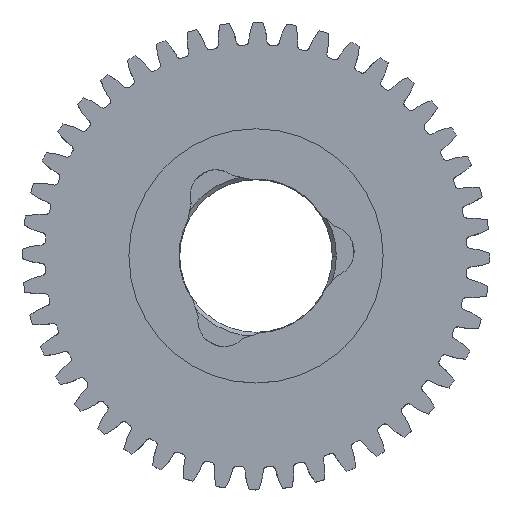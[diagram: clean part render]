
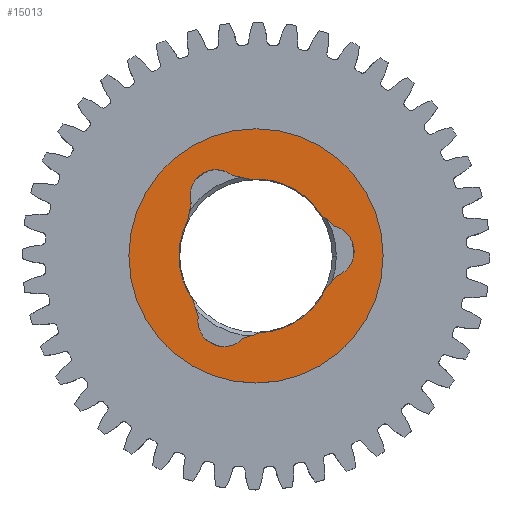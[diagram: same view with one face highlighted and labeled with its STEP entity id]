
A CAD part, top view. The second image highlights one B-rep face of the part: STEP entity #15013.
In plain terms, the highlighted planar face has unit normal (0, 0, 1).
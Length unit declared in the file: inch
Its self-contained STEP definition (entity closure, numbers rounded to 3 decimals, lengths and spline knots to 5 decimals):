
#75 = CARTESIAN_POINT ( 'NONE',  ( -0.31948, 0.26042, 0.38 ) ) ;
#101 = EDGE_CURVE ( 'NONE', #7553, #11724, #10138, .T. ) ;
#350 = VERTEX_POINT ( 'NONE', #4845 ) ;
#510 = DIRECTION ( 'NONE',  ( 0., 0., -1. ) ) ;
#559 = EDGE_CURVE ( 'NONE', #8581, #6808, #11060, .T. ) ;
#770 = CIRCLE ( 'NONE', #13769, 0.128 ) ;
#1288 = VERTEX_POINT ( 'NONE', #15423 ) ;
#1341 = AXIS2_PLACEMENT_3D ( 'NONE', #2006, #11940, #3438 ) ;
#1447 = AXIS2_PLACEMENT_3D ( 'NONE', #8994, #510, #10424 ) ;
#1494 = ORIENTED_EDGE ( 'NONE', *, *, #559, .T. ) ;
#1515 = ORIENTED_EDGE ( 'NONE', *, *, #5879, .T. ) ;
#1640 = CARTESIAN_POINT ( 'NONE',  ( 0., 0., 0.38 ) ) ;
#1649 = VECTOR ( 'NONE', #15880, 39.37008 ) ;
#1683 = CARTESIAN_POINT ( 'NONE',  ( -0.15787, -0.31797, 0.38 ) ) ;
#2006 = CARTESIAN_POINT ( 'NONE',  ( 0., 0., 0.38 ) ) ;
#2111 = LINE ( 'NONE', #7374, #1649 ) ;
#2182 = DIRECTION ( 'NONE',  ( 0.978, -0.208, 0. ) ) ;
#2292 = CARTESIAN_POINT ( 'NONE',  ( -0.06579, -0.40689, 0.38 ) ) ;
#2632 = CARTESIAN_POINT ( 'NONE',  ( 0.31915, 0.20349, 0.38 ) ) ;
#2686 = LINE ( 'NONE', #10733, #10214 ) ;
#2777 = CARTESIAN_POINT ( 'NONE',  ( -0.31129, -0.21531, 0.38 ) ) ;
#2783 = LINE ( 'NONE', #4327, #13211 ) ;
#2952 = CARTESIAN_POINT ( 'NONE',  ( 0., 0., 0.38 ) ) ;
#3070 = DIRECTION ( 'NONE',  ( -1., 0., 0. ) ) ;
#3114 = DIRECTION ( 'NONE',  ( 1., 0., 0. ) ) ;
#3127 = ORIENTED_EDGE ( 'NONE', *, *, #17131, .F. ) ;
#3330 = EDGE_CURVE ( 'NONE', #9448, #1288, #12760, .T. ) ;
#3438 = DIRECTION ( 'NONE',  ( -1., 0., 0. ) ) ;
#3904 = AXIS2_PLACEMENT_3D ( 'NONE', #5934, #15833, #7328 ) ;
#3919 = ORIENTED_EDGE ( 'NONE', *, *, #3330, .T. ) ;
#4145 = DIRECTION ( 'NONE',  ( 0., 0., -1. ) ) ;
#4155 = CARTESIAN_POINT ( 'NONE',  ( -0.28436, -0.29837, 0.38 ) ) ;
#4174 = DIRECTION ( 'NONE',  ( 1., 0., 0. ) ) ;
#4327 = CARTESIAN_POINT ( 'NONE',  ( 0.01666, -0.37813, 0.38 ) ) ;
#4384 = DIRECTION ( 'NONE',  ( -1., 0., 0. ) ) ;
#4425 = DIRECTION ( 'NONE',  ( 0., 0., -1. ) ) ;
#4577 = EDGE_CURVE ( 'NONE', #4822, #9448, #2111, .T. ) ;
#4582 = AXIS2_PLACEMENT_3D ( 'NONE', #8360, #18259, #9785 ) ;
#4633 = VERTEX_POINT ( 'NONE', #9234 ) ;
#4760 = ORIENTED_EDGE ( 'NONE', *, *, #9192, .T. ) ;
#4822 = VERTEX_POINT ( 'NONE', #2632 ) ;
#4845 = CARTESIAN_POINT ( 'NONE',  ( -0.28436, -0.29837, 0.38 ) ) ;
#4858 = CARTESIAN_POINT ( 'NONE',  ( 0.34211, -0.16193, 0.38 ) ) ;
#4953 = EDGE_CURVE ( 'NONE', #11015, #350, #770, .T. ) ;
#5210 = ORIENTED_EDGE ( 'NONE', *, *, #4953, .T. ) ;
#5265 = CIRCLE ( 'NONE', #7902, 0.3785 ) ;
#5652 = ORIENTED_EDGE ( 'NONE', *, *, #7356, .T. ) ;
#5879 = EDGE_CURVE ( 'NONE', #350, #5912, #13189, .T. ) ;
#5912 = VERTEX_POINT ( 'NONE', #2777 ) ;
#5934 = CARTESIAN_POINT ( 'NONE',  ( 0.3543, 0.02227, 0.38 ) ) ;
#6223 = AXIS2_PLACEMENT_3D ( 'NONE', #11237, #12659, #4174 ) ;
#6564 = CARTESIAN_POINT ( 'NONE',  ( 0.40058, -0.09707, 0.38 ) ) ;
#6682 = VERTEX_POINT ( 'NONE', #15748 ) ;
#6789 = ORIENTED_EDGE ( 'NONE', *, *, #13512, .T. ) ;
#6808 = VERTEX_POINT ( 'NONE', #4858 ) ;
#6809 = AXIS2_PLACEMENT_3D ( 'NONE', #15669, #7160, #17068 ) ;
#7095 = ORIENTED_EDGE ( 'NONE', *, *, #7217, .T. ) ;
#7160 = DIRECTION ( 'NONE',  ( 0., 0., -1. ) ) ;
#7179 = EDGE_CURVE ( 'NONE', #9228, #11015, #2783, .T. ) ;
#7217 = EDGE_CURVE ( 'NONE', #5912, #13052, #9865, .T. ) ;
#7328 = DIRECTION ( 'NONE',  ( 1., 0., 0. ) ) ;
#7356 = EDGE_CURVE ( 'NONE', #13052, #7553, #5265, .T. ) ;
#7374 = CARTESIAN_POINT ( 'NONE',  ( 0.31915, 0.20349, 0.38 ) ) ;
#7553 = VERTEX_POINT ( 'NONE', #13732 ) ;
#7902 = AXIS2_PLACEMENT_3D ( 'NONE', #1640, #11580, #3070 ) ;
#7987 = CARTESIAN_POINT ( 'NONE',  ( -0.3785, 0., 0.38 ) ) ;
#8360 = CARTESIAN_POINT ( 'NONE',  ( -0.19644, 0.2957, 0.38 ) ) ;
#8406 = DIRECTION ( 'NONE',  ( -0.308, 0.951, 0. ) ) ;
#8409 = VERTEX_POINT ( 'NONE', #15008 ) ;
#8463 = AXIS2_PLACEMENT_3D ( 'NONE', #2952, #12876, #4384 ) ;
#8575 = ORIENTED_EDGE ( 'NONE', *, *, #9765, .T. ) ;
#8581 = VERTEX_POINT ( 'NONE', #6564 ) ;
#8994 = CARTESIAN_POINT ( 'NONE',  ( 0., 0., 0.38 ) ) ;
#9094 = CIRCLE ( 'NONE', #1341, 0.3785 ) ;
#9164 = CARTESIAN_POINT ( 'NONE',  ( -0.3358, 0.17464, 0.38 ) ) ;
#9192 = EDGE_CURVE ( 'NONE', #11724, #8409, #11207, .T. ) ;
#9228 = VERTEX_POINT ( 'NONE', #11233 ) ;
#9234 = CARTESIAN_POINT ( 'NONE',  ( -0.03082, 0.37724, 0.38 ) ) ;
#9317 = FACE_BOUND ( 'NONE', #14069, .T. ) ;
#9409 = VECTOR ( 'NONE', #8406, 39.37008 ) ;
#9448 = VERTEX_POINT ( 'NONE', #17975 ) ;
#9752 = FACE_OUTER_BOUND ( 'NONE', #15472, .T. ) ;
#9765 = EDGE_CURVE ( 'NONE', #6808, #9228, #9847, .T. ) ;
#9785 = DIRECTION ( 'NONE',  ( 1., 0., 0. ) ) ;
#9847 = CIRCLE ( 'NONE', #14672, 0.3785 ) ;
#9865 = CIRCLE ( 'NONE', #8463, 0.3785 ) ;
#9914 = ORIENTED_EDGE ( 'NONE', *, *, #7179, .T. ) ;
#10138 = LINE ( 'NONE', #9164, #14380 ) ;
#10214 = VECTOR ( 'NONE', #2182, 39.37008 ) ;
#10329 = ORIENTED_EDGE ( 'NONE', *, *, #4577, .T. ) ;
#10424 = DIRECTION ( 'NONE',  ( -1., 0., 0. ) ) ;
#10733 = CARTESIAN_POINT ( 'NONE',  ( -0.11622, 0.39545, 0.38 ) ) ;
#10784 = ORIENTED_EDGE ( 'NONE', *, *, #14006, .F. ) ;
#10811 = PLANE ( 'NONE',  #6223 ) ;
#10812 = ORIENTED_EDGE ( 'NONE', *, *, #12141, .T. ) ;
#11015 = VERTEX_POINT ( 'NONE', #2292 ) ;
#11060 = LINE ( 'NONE', #14846, #13261 ) ;
#11207 = CIRCLE ( 'NONE', #4582, 0.128 ) ;
#11233 = CARTESIAN_POINT ( 'NONE',  ( 0.01666, -0.37813, 0.38 ) ) ;
#11237 = CARTESIAN_POINT ( 'NONE',  ( 0., 0., 0.38 ) ) ;
#11580 = DIRECTION ( 'NONE',  ( 0., 0., -1. ) ) ;
#11617 = DIRECTION ( 'NONE',  ( 0., 0., -1. ) ) ;
#11724 = VERTEX_POINT ( 'NONE', #75 ) ;
#11940 = DIRECTION ( 'NONE',  ( 0., 0., -1. ) ) ;
#12067 = CARTESIAN_POINT ( 'NONE',  ( 0.625, 0., 0.38 ) ) ;
#12141 = EDGE_CURVE ( 'NONE', #8409, #4633, #2686, .T. ) ;
#12358 = ORIENTED_EDGE ( 'NONE', *, *, #101, .T. ) ;
#12631 = CARTESIAN_POINT ( 'NONE',  ( 0., 0., 0.38 ) ) ;
#12659 = DIRECTION ( 'NONE',  ( 0., 0., 1. ) ) ;
#12760 = CIRCLE ( 'NONE', #3904, 0.128 ) ;
#12815 = DIRECTION ( 'NONE',  ( -0.944, -0.329, 0. ) ) ;
#12876 = DIRECTION ( 'NONE',  ( 0., 0., -1. ) ) ;
#12914 = CARTESIAN_POINT ( 'NONE',  ( 0., 0., 0.38 ) ) ;
#13052 = VERTEX_POINT ( 'NONE', #7987 ) ;
#13189 = LINE ( 'NONE', #4155, #9409 ) ;
#13211 = VECTOR ( 'NONE', #12815, 39.37008 ) ;
#13261 = VECTOR ( 'NONE', #14913, 39.37008 ) ;
#13512 = EDGE_CURVE ( 'NONE', #1288, #8581, #14220, .T. ) ;
#13732 = CARTESIAN_POINT ( 'NONE',  ( -0.3358, 0.17464, 0.38 ) ) ;
#13769 = AXIS2_PLACEMENT_3D ( 'NONE', #1683, #11617, #3114 ) ;
#13973 = CIRCLE ( 'NONE', #14712, 0.625 ) ;
#14006 = EDGE_CURVE ( 'NONE', #14346, #6682, #16646, .T. ) ;
#14060 = DIRECTION ( 'NONE',  ( -1., 0., 0. ) ) ;
#14069 = EDGE_LOOP ( 'NONE', ( #12358, #4760, #10812, #15076, #10329, #3919, #6789, #1494, #8575, #9914, #5210, #1515, #7095, #5652 ) ) ;
#14095 = EDGE_CURVE ( 'NONE', #4633, #4822, #9094, .T. ) ;
#14220 = CIRCLE ( 'NONE', #6809, 0.128 ) ;
#14342 = DIRECTION ( 'NONE',  ( -1., 0., 0. ) ) ;
#14346 = VERTEX_POINT ( 'NONE', #12067 ) ;
#14380 = VECTOR ( 'NONE', #15899, 39.37008 ) ;
#14672 = AXIS2_PLACEMENT_3D ( 'NONE', #12914, #4425, #14342 ) ;
#14712 = AXIS2_PLACEMENT_3D ( 'NONE', #12631, #4145, #14060 ) ;
#14846 = CARTESIAN_POINT ( 'NONE',  ( 0.40058, -0.09707, 0.38 ) ) ;
#14913 = DIRECTION ( 'NONE',  ( -0.67, -0.743, 0. ) ) ;
#15008 = CARTESIAN_POINT ( 'NONE',  ( -0.11622, 0.39545, 0.38 ) ) ;
#15013 = ADVANCED_FACE ( 'NONE', ( #9752, #9317 ), #10811, .T. ) ;
#15076 = ORIENTED_EDGE ( 'NONE', *, *, #14095, .T. ) ;
#15423 = CARTESIAN_POINT ( 'NONE',  ( 0.4823, 0.02227, 0.38 ) ) ;
#15472 = EDGE_LOOP ( 'NONE', ( #3127, #10784 ) ) ;
#15669 = CARTESIAN_POINT ( 'NONE',  ( 0.3543, 0.02227, 0.38 ) ) ;
#15748 = CARTESIAN_POINT ( 'NONE',  ( -0.625, 0., 0.38 ) ) ;
#15833 = DIRECTION ( 'NONE',  ( 0., 0., -1. ) ) ;
#15880 = DIRECTION ( 'NONE',  ( 0.757, -0.653, 0. ) ) ;
#15899 = DIRECTION ( 'NONE',  ( 0.187, 0.982, 0. ) ) ;
#16646 = CIRCLE ( 'NONE', #1447, 0.625 ) ;
#17068 = DIRECTION ( 'NONE',  ( 1., 0., 0. ) ) ;
#17131 = EDGE_CURVE ( 'NONE', #6682, #14346, #13973, .T. ) ;
#17975 = CARTESIAN_POINT ( 'NONE',  ( 0.38527, 0.14646, 0.38 ) ) ;
#18259 = DIRECTION ( 'NONE',  ( 0., 0., -1. ) ) ;
